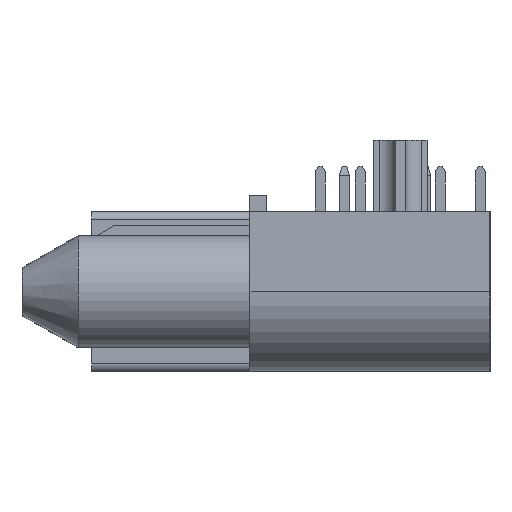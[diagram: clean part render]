
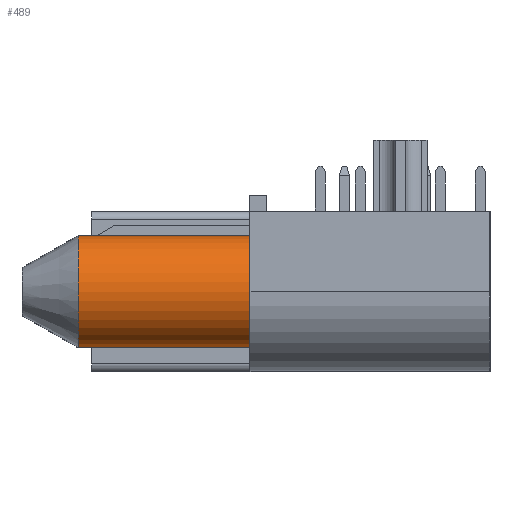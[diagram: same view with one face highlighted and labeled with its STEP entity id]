
A CAD part, left-side view. The second image highlights one B-rep face of the part: STEP entity #489.
In plain terms, the highlighted cylindrical face has radius 3.5 mm (diameter 7 mm), a partial arc.
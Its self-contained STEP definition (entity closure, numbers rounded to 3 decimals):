
#489 = ADVANCED_FACE( '', ( #1660 ), #1661, .T. );
#1660 = FACE_OUTER_BOUND( '', #3763, .T. );
#1661 = CYLINDRICAL_SURFACE( '', #3764, 3.5 );
#3763 = EDGE_LOOP( '', ( #6720, #6721, #6722, #6723, #6724, #6725 ) );
#3764 = AXIS2_PLACEMENT_3D( '', #6726, #6727, #6728 );
#6720 = ORIENTED_EDGE( '', *, *, #14816, .F. );
#6721 = ORIENTED_EDGE( '', *, *, #14775, .F. );
#6722 = ORIENTED_EDGE( '', *, *, #14817, .F. );
#6723 = ORIENTED_EDGE( '', *, *, #14813, .T. );
#6724 = ORIENTED_EDGE( '', *, *, #14818, .T. );
#6725 = ORIENTED_EDGE( '', *, *, #14773, .T. );
#6726 = CARTESIAN_POINT( '', ( -1.63, 29.25, 0. ) );
#6727 = DIRECTION( '', ( 0., -1., 0. ) );
#6728 = DIRECTION( '', ( 0., 0., 1. ) );
#14773 = EDGE_CURVE( '', #17853, #17854, #17855, .T. );
#14775 = EDGE_CURVE( '', #17856, #17858, #17859, .T. );
#14813 = EDGE_CURVE( '', #17921, #17918, #17922, .T. );
#14816 = EDGE_CURVE( '', #17858, #17854, #17926, .T. );
#14817 = EDGE_CURVE( '', #17921, #17856, #17927, .T. );
#14818 = EDGE_CURVE( '', #17918, #17853, #17928, .T. );
#17853 = VERTEX_POINT( '', #22851 );
#17854 = VERTEX_POINT( '', #22852 );
#17855 = LINE( '', #22853, #22854 );
#17856 = VERTEX_POINT( '', #22855 );
#17858 = VERTEX_POINT( '', #22858 );
#17859 = LINE( '', #22859, #22860 );
#17918 = VERTEX_POINT( '', #22951 );
#17921 = VERTEX_POINT( '', #22955 );
#17922 = CIRCLE( '', #22956, 3.5 );
#17926 = CIRCLE( '', #22962, 3.5 );
#17927 = LINE( '', #22963, #22964 );
#17928 = LINE( '', #22965, #22966 );
#22851 = CARTESIAN_POINT( '', ( -1.63, 24.45, 3.5 ) );
#22852 = CARTESIAN_POINT( '', ( -1.63, 25.75, 3.5 ) );
#22853 = CARTESIAN_POINT( '', ( -1.63, 15., 3.5 ) );
#22854 = VECTOR( '', #29655, 1000. );
#22855 = CARTESIAN_POINT( '', ( -1.63, 24.45, -3.5 ) );
#22858 = CARTESIAN_POINT( '', ( -1.63, 25.75, -3.5 ) );
#22859 = CARTESIAN_POINT( '', ( -1.63, 15., -3.5 ) );
#22860 = VECTOR( '', #29657, 1000. );
#22951 = CARTESIAN_POINT( '', ( -1.63, 15., 3.5 ) );
#22955 = CARTESIAN_POINT( '', ( -1.63, 15., -3.5 ) );
#22956 = AXIS2_PLACEMENT_3D( '', #29703, #29704, #29705 );
#22962 = AXIS2_PLACEMENT_3D( '', #29708, #29709, #29710 );
#22963 = CARTESIAN_POINT( '', ( -1.63, 15., -3.5 ) );
#22964 = VECTOR( '', #29711, 1000. );
#22965 = CARTESIAN_POINT( '', ( -1.63, 15., 3.5 ) );
#22966 = VECTOR( '', #29712, 1000. );
#29655 = DIRECTION( '', ( 0., 1., 0. ) );
#29657 = DIRECTION( '', ( 0., 1., 0. ) );
#29703 = CARTESIAN_POINT( '', ( -1.63, 15., 0. ) );
#29704 = DIRECTION( '', ( 0., 1., 0. ) );
#29705 = DIRECTION( '', ( 0., 0., 1. ) );
#29708 = CARTESIAN_POINT( '', ( -1.63, 25.75, 0. ) );
#29709 = DIRECTION( '', ( 0., 1., 0. ) );
#29710 = DIRECTION( '', ( 0., 0., 1. ) );
#29711 = DIRECTION( '', ( 0., 1., 0. ) );
#29712 = DIRECTION( '', ( 0., 1., 0. ) );
